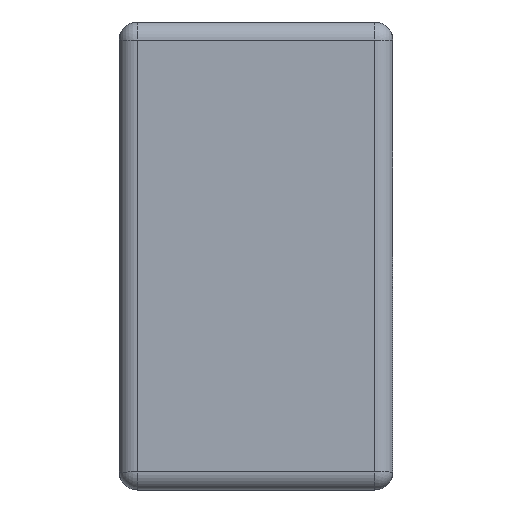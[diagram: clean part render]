
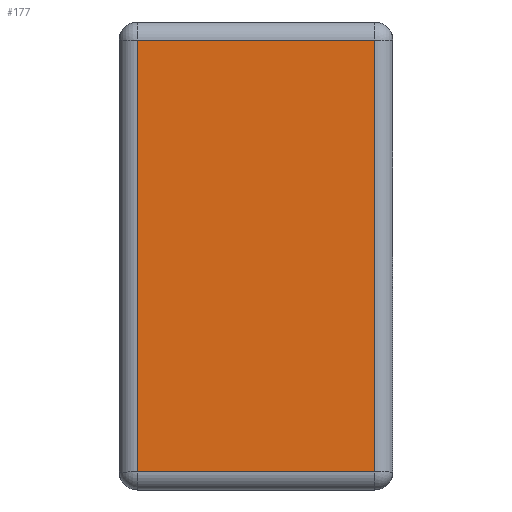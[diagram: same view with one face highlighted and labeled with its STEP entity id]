
A CAD part, left-side view. The second image highlights one B-rep face of the part: STEP entity #177.
In plain terms, the highlighted planar face has unit normal (-1, 0, 0).
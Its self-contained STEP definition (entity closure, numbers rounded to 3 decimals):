
#177 = ADVANCED_FACE ( 'NONE', ( #877 ), #915, .F. ) ;
#178 = EDGE_LOOP ( 'NONE', ( #179, #183, #186, #242 ) ) ;
#179 = ORIENTED_EDGE ( 'NONE', *, *, #180, .T. ) ;
#180 = EDGE_CURVE ( 'NONE', #181, #182, #910, .T. ) ;
#181 = VERTEX_POINT ( 'NONE', #906 ) ;
#182 = VERTEX_POINT ( 'NONE', #905 ) ;
#183 = ORIENTED_EDGE ( 'NONE', *, *, #184, .T. ) ;
#184 = EDGE_CURVE ( 'NONE', #182, #185, #904, .T. ) ;
#185 = VERTEX_POINT ( 'NONE', #900 ) ;
#186 = ORIENTED_EDGE ( 'NONE', *, *, #187, .T. ) ;
#187 = EDGE_CURVE ( 'NONE', #185, #188, #955, .T. ) ;
#188 = VERTEX_POINT ( 'NONE', #951 ) ;
#242 = ORIENTED_EDGE ( 'NONE', *, *, #243, .T. ) ;
#243 = EDGE_CURVE ( 'NONE', #188, #181, #1110, .T. ) ;
#877 = FACE_OUTER_BOUND ( 'NONE', #178, .T. ) ;
#900 = CARTESIAN_POINT ( 'NONE',  ( -1.95, 0.71, -0.6 ) ) ;
#901 = DIRECTION ( 'NONE',  ( 0., 0., -1. ) ) ;
#902 = VECTOR ( 'NONE', #901, 1000. ) ;
#903 = CARTESIAN_POINT ( 'NONE',  ( -1.95, 0.71, 0.65 ) ) ;
#904 = LINE ( 'NONE', #903, #902 ) ;
#905 = CARTESIAN_POINT ( 'NONE',  ( -1.95, 0.71, 0.6 ) ) ;
#906 = CARTESIAN_POINT ( 'NONE',  ( -1.95, 0.05, 0.6 ) ) ;
#907 = DIRECTION ( 'NONE',  ( 0., 1., 0. ) ) ;
#908 = VECTOR ( 'NONE', #907, 1000. ) ;
#909 = CARTESIAN_POINT ( 'NONE',  ( -1.95, 0.76, 0.6 ) ) ;
#910 = LINE ( 'NONE', #909, #908 ) ;
#911 = DIRECTION ( 'NONE',  ( 0., 0., -1. ) ) ;
#912 = DIRECTION ( 'NONE',  ( 1., 0., 0. ) ) ;
#913 = CARTESIAN_POINT ( 'NONE',  ( -1.95, 0.76, 0.65 ) ) ;
#914 = AXIS2_PLACEMENT_3D ( 'NONE', #913, #912, #911 ) ;
#915 = PLANE ( 'NONE',  #914 ) ;
#951 = CARTESIAN_POINT ( 'NONE',  ( -1.95, 0.05, -0.6 ) ) ;
#952 = DIRECTION ( 'NONE',  ( 0., -1., 0. ) ) ;
#953 = VECTOR ( 'NONE', #952, 1000. ) ;
#954 = CARTESIAN_POINT ( 'NONE',  ( -1.95, 0.76, -0.6 ) ) ;
#955 = LINE ( 'NONE', #954, #953 ) ;
#1106 = DIRECTION ( 'NONE',  ( 0., 0., 1. ) ) ;
#1107 = VECTOR ( 'NONE', #1106, 1000. ) ;
#1108 = CARTESIAN_POINT ( 'NONE',  ( -1.95, 0.05, 0.65 ) ) ;
#1110 = LINE ( 'NONE', #1108, #1107 ) ;
